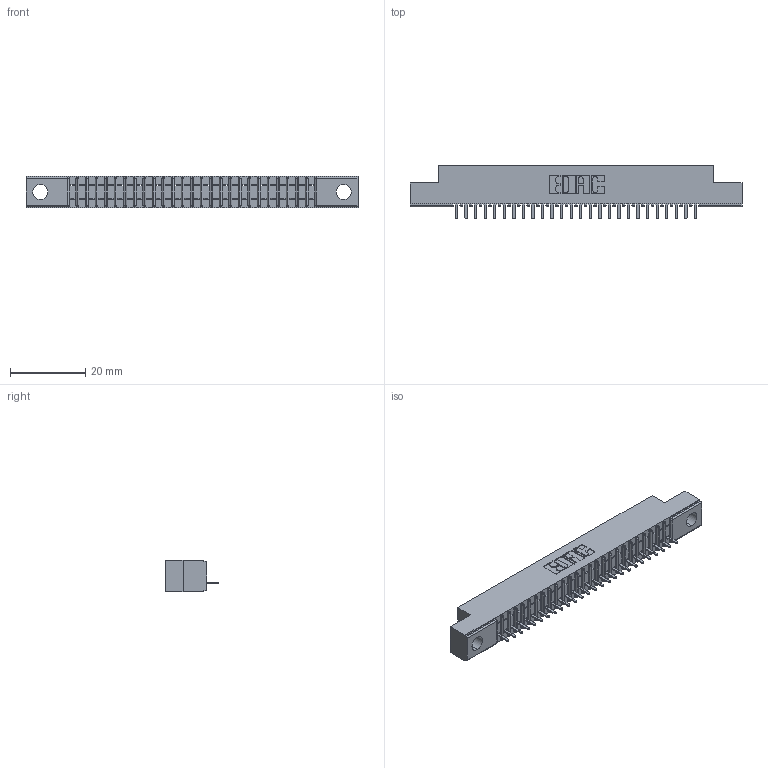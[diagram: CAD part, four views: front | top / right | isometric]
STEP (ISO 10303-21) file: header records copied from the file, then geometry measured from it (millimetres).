
FILE_DESCRIPTION (( 'STEP AP203' ), '1' );
FILE_NAME ('341-026-520-104.STEP', '2018-08-06T18:33:09', ( '' ), ( '' ), 'SwSTEP 2.0', 'SolidWorks 2016', '' );
FILE_SCHEMA (( 'CONFIG_CONTROL_DESIGN' ));
Length unit declared in the file: inch
Products named in the file (3): 341-292-001_341-292-120; 341-026-520-104; 341 Part_.156 (3.96) Dia Mounting Holes
Assembly tree (27 placements, depth 2):
  341-026-520-104
    341 Part_.156 (3.96) Dia Mounting Holes
    341-292-001_341-292-120  x26
Bounding box: 88.27 x 14.27 x 8.38 mm (x, y, z)
Volume: 4723.1 mm3; surface area: 8740.2 mm2
Topology: 27 solids, 27 shells, 2262 faces, 6514 edges, 4182 vertices
Faces by surface type: plane 1408, cylinder 750, sphere 54, torus 50
Entity records: 33183 total; most frequent: CARTESIAN_POINT 5634, ORIENTED_EDGE 5620, DIRECTION 5444, EDGE_CURVE 2810, VECTOR 2260, LINE 2260, VERTEX_POINT 1782, AXIS2_PLACEMENT_3D 1592
